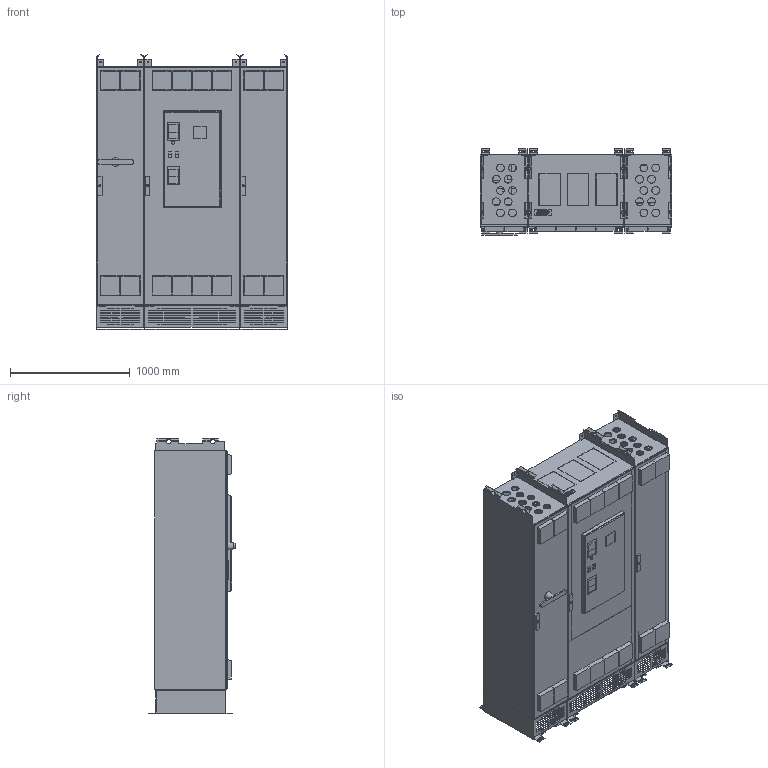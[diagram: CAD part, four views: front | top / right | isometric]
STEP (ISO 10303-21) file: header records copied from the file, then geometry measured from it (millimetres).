
FILE_DESCRIPTION(/* description */ (''),/* implementation_level */ '2;1');
FILE_NAME(/* name */ '181K4969.stp',/* time_stamp */ '2026-01-05T14:54:31+02:00',/* author */ (''),/* organization */ (''),/* preprocessor_version */ 'ST-DEVELOPER v20',/* originating_system */ 'SIEMENS PLM Software NX2312.3002',/* authorisation */ '');
FILE_SCHEMA (('AUTOMOTIVE_DESIGN { 1 0 10303 214 3 1 1 1 }'));
Products named in the file (13): 181K4986; 181K4899; 181K4889; 181K4910; 181K4909; 181K4896; 181K4892; 181K4906_76403ID; 181K4927; 181K4985; 181K4959; 181K4924; 181K4969
Assembly tree (13 placements, depth 3):
  181K4969
    181K4924
      181K4906_76403ID
      181K4892
      181K4896
    181K4959
      181K4909
      181K4910
      181K4889
    181K4927
    181K4985
      181K4889
      181K4899
      181K4986
Bounding box: 1600 x 728.4 x 2302.5 mm (x, y, z)
Volume: 774129288.7 mm3; surface area: 51142688 mm2
Topology: 11 solids, 25 shells, 4924 faces, 13839 edges, 9224 vertices
Faces by surface type: plane 4162, cylinder 610, extrusion 89, cone 35, bspline 28
Full cylindrical faces by diameter (mm): 3 x3, 3.3 x1, 6.5 x6, 7 x8, 8.5 x1, 9 x1, 9.116 x12, 10 x12, 10.5 x26, 12 x6, 12.2 x20, 12.5 x6, 13 x26, 15 x12, 15.5 x24, 19.788 x3, 22 x1, 25.715 x4, 26 x3, 26.314 x4, 26.353 x4, 28 x1, 28.338 x1, 28.472 x1, 46 x16, 65 x24, 82.584 x8
Entity records: 177950 total; most frequent: CARTESIAN_POINT 33302, ORIENTED_EDGE 25644, DIRECTION 22832, EDGE_CURVE 12822, VECTOR 11318, LINE 11229, VERTEX_POINT 8702, EDGE_LOOP 6198
